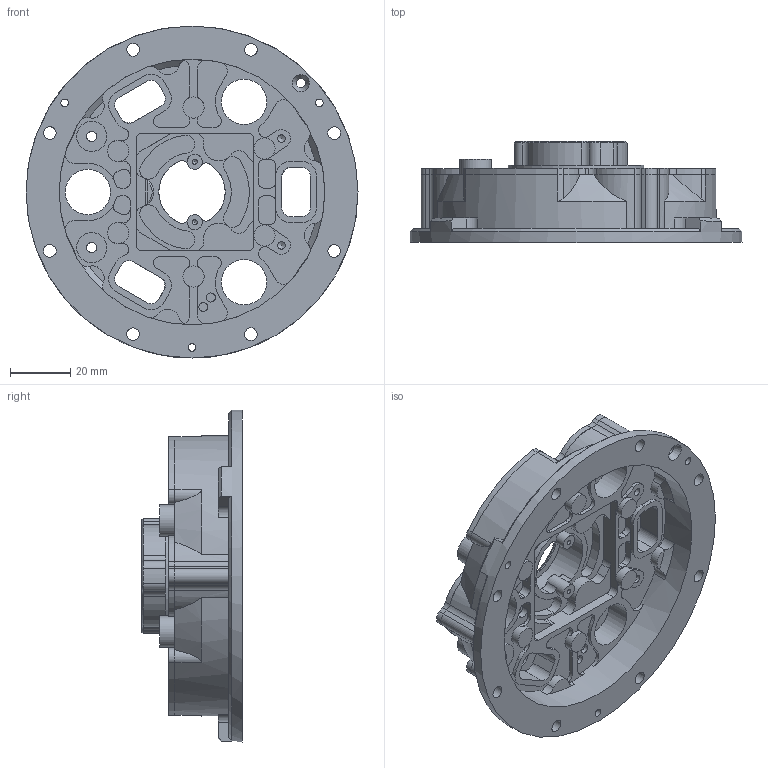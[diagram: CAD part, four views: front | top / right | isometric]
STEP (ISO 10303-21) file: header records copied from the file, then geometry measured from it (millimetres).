
FILE_DESCRIPTION(/* description */ (''),/* implementation_level */ '2;1');
FILE_NAME(/* name */ 'ACWA-0108-BB_CONE_AV v188.step',/* time_stamp */ '2024-04-08T16:00:31+02:00',/* author */ (''),/* organization */ (''),/* preprocessor_version */ 'ST-DEVELOPER v20',/* originating_system */ 'Autodesk Translation Framework v12.20.1.177',/* authorisation */ '');
FILE_SCHEMA (('AUTOMOTIVE_DESIGN { 1 0 10303 214 3 1 1 }'));
Length unit declared in the file: millimetre
Products named in the file (1): ACWA-0108-BB_CONE_AV
Bounding box: 110 x 33.4 x 110 mm (x, y, z)
Volume: 77996 mm3; surface area: 49316 mm2
Topology: 3 solids, 3 shells, 677 faces, 1866 edges, 1227 vertices
Faces by surface type: cylinder 374, plane 226, cone 77
Full cylindrical faces by diameter (mm): 1.623 x2, 2.529 x23, 3 x2, 3.1 x1, 3.2 x18, 3.332 x2, 4.2 x8, 5 x2, 6.6 x2, 7 x6, 10 x2, 10.5 x2, 15 x6, 17 x3, 21.5 x3, 22 x1, 23 x3, 25 x2, 30.6 x1, 30.8 x1, 45 x1, 45.5 x1, 88 x1, 110 x1
Entity records: 22213 total; most frequent: CARTESIAN_POINT 4057, DIRECTION 4021, ORIENTED_EDGE 3688, EDGE_CURVE 1844, AXIS2_PLACEMENT_3D 1549, VERTEX_POINT 1227, LINE 923, VECTOR 923
